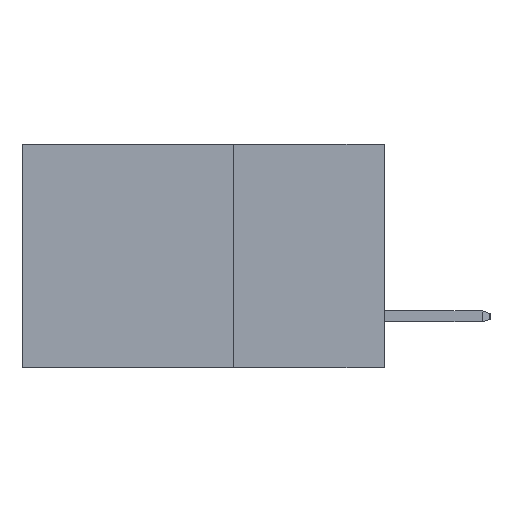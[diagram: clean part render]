
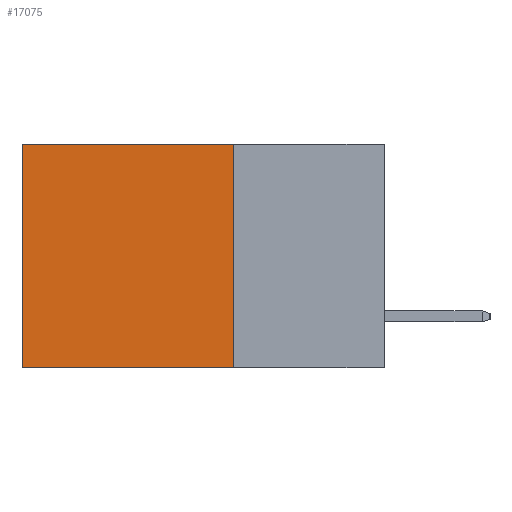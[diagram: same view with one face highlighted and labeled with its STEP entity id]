
A CAD part, left-side view. The second image highlights one B-rep face of the part: STEP entity #17075.
In plain terms, the highlighted planar face has unit normal (-1, 0, 0).
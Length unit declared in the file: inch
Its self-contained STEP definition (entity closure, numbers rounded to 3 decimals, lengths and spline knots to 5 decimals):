
#2193 = ORIENTED_EDGE ( 'NONE', *, *, #13318, .F. ) ;
#2598 = EDGE_LOOP ( 'NONE', ( #19199, #9426, #2193, #20236 ) ) ;
#2968 = VECTOR ( 'NONE', #13373, 39.37008 ) ;
#3226 = DIRECTION ( 'NONE',  ( 1., 0., 0. ) ) ;
#3481 = VERTEX_POINT ( 'NONE', #3928 ) ;
#3925 = EDGE_CURVE ( 'NONE', #21865, #5177, #11946, .T. ) ;
#3928 = CARTESIAN_POINT ( 'NONE',  ( 0.298, 0.6, -0.37 ) ) ;
#4196 = EDGE_CURVE ( 'NONE', #11539, #3481, #19468, .T. ) ;
#4703 = AXIS2_PLACEMENT_3D ( 'NONE', #12342, #3226, #15934 ) ;
#5026 = DIRECTION ( 'NONE',  ( 0., 1., 0. ) ) ;
#5177 = VERTEX_POINT ( 'NONE', #8179 ) ;
#7665 = DIRECTION ( 'NONE',  ( 0., 1., 0. ) ) ;
#8031 = EDGE_CURVE ( 'NONE', #5177, #3481, #8690, .T. ) ;
#8179 = CARTESIAN_POINT ( 'NONE',  ( 0.298, 0.6, 0. ) ) ;
#8690 = LINE ( 'NONE', #18301, #17635 ) ;
#9426 = ORIENTED_EDGE ( 'NONE', *, *, #4196, .F. ) ;
#10696 = FACE_OUTER_BOUND ( 'NONE', #2598, .T. ) ;
#11539 = VERTEX_POINT ( 'NONE', #12357 ) ;
#11946 = LINE ( 'NONE', #14076, #16148 ) ;
#12342 = CARTESIAN_POINT ( 'NONE',  ( 0.298, 0.25, 0. ) ) ;
#12357 = CARTESIAN_POINT ( 'NONE',  ( 0.298, 0.25, -0.37 ) ) ;
#13318 = EDGE_CURVE ( 'NONE', #21865, #11539, #19807, .T. ) ;
#13373 = DIRECTION ( 'NONE',  ( 0., 0., -1. ) ) ;
#14041 = CARTESIAN_POINT ( 'NONE',  ( 0.298, 0.25, 0. ) ) ;
#14076 = CARTESIAN_POINT ( 'NONE',  ( 0.298, 0.25, 0. ) ) ;
#15289 = VECTOR ( 'NONE', #7665, 39.37008 ) ;
#15934 = DIRECTION ( 'NONE',  ( 0., 0., -1. ) ) ;
#16148 = VECTOR ( 'NONE', #5026, 39.37008 ) ;
#17075 = ADVANCED_FACE ( 'NONE', ( #10696 ), #21104, .F. ) ;
#17635 = VECTOR ( 'NONE', #20092, 39.37008 ) ;
#18301 = CARTESIAN_POINT ( 'NONE',  ( 0.298, 0.6, 0. ) ) ;
#18393 = CARTESIAN_POINT ( 'NONE',  ( 0.298, 0.25, -0.37 ) ) ;
#19199 = ORIENTED_EDGE ( 'NONE', *, *, #8031, .T. ) ;
#19468 = LINE ( 'NONE', #18393, #15289 ) ;
#19807 = LINE ( 'NONE', #22180, #2968 ) ;
#20092 = DIRECTION ( 'NONE',  ( 0., 0., -1. ) ) ;
#20236 = ORIENTED_EDGE ( 'NONE', *, *, #3925, .T. ) ;
#21104 = PLANE ( 'NONE',  #4703 ) ;
#21865 = VERTEX_POINT ( 'NONE', #14041 ) ;
#22180 = CARTESIAN_POINT ( 'NONE',  ( 0.298, 0.25, 0. ) ) ;
